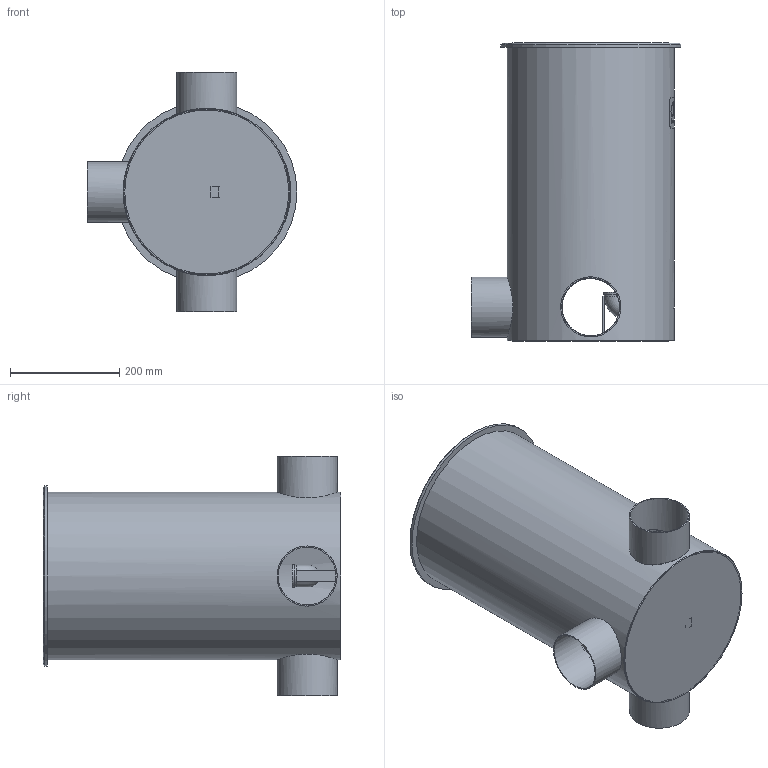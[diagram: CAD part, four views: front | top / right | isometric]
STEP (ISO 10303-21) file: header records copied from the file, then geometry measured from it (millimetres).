
FILE_DESCRIPTION(/* description */ (''),/* implementation_level */ '2;1');
FILE_NAME(/* name */ '50478 Nozzle chamber vario.stp',/* time_stamp */ '2017-07-17T10:45:24+02:00',/* author */ ('guzb562'),/* organization */ (''),/* preprocessor_version */ 'ST-DEVELOPER v16.1',/* originating_system */ 'Autodesk Inventor 2016',/* authorisation */ '');
FILE_SCHEMA (('AUTOMOTIVE_DESIGN { 1 0 10303 214 3 1 1 }'));
Length unit declared in the file: millimetre
Products named in the file (1): 50478 Nozzle chamber vario
Bounding box: 384.01 x 545.1 x 438 mm (x, y, z)
Volume: 2251436.8 mm3; surface area: 1436398.4 mm2
Topology: 1 solids, 1 shells, 349 faces, 918 edges, 614 vertices
Faces by surface type: plane 181, cylinder 86, bspline 78, torus 2, cone 2
Full cylindrical faces by diameter (mm): 4.13 x3, 12.988 x3, 33.2 x2, 33.7 x2, 35.178 x1, 35.631 x1, 39.335 x1, 40.135 x4, 42.245 x1, 105 x2, 106 x2, 110 x3, 138 x1, 182 x1, 256 x1, 300 x1, 306 x1, 330.012 x1
Entity records: 13187 total; most frequent: CARTESIAN_POINT 5041, ORIENTED_EDGE 1718, DIRECTION 1493, EDGE_CURVE 859, VERTEX_POINT 593, AXIS2_PLACEMENT_3D 537, EDGE_LOOP 456, LINE 419
